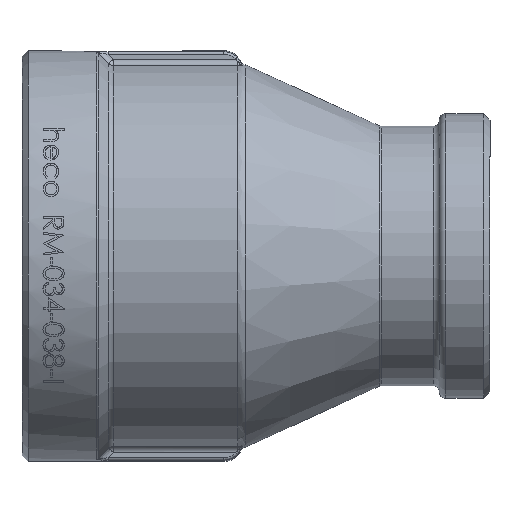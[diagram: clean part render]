
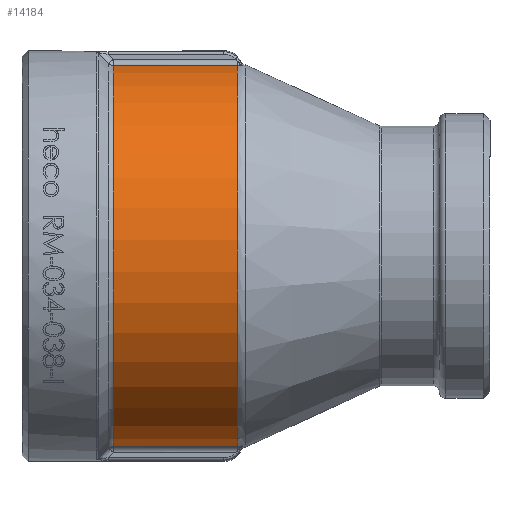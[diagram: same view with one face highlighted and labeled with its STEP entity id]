
A CAD part, top view. The second image highlights one B-rep face of the part: STEP entity #14184.
In plain terms, the highlighted cylindrical face has radius 15.25 mm (diameter 30.5 mm), a partial arc.
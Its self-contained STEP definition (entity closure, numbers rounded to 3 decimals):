
#2096 = ORIENTED_EDGE ( 'NONE', *, *, #8198, .F. ) ;
#2433 = CARTESIAN_POINT ( 'NONE',  ( -29.793, -15.057, 2.421 ) ) ;
#2533 = ORIENTED_EDGE ( 'NONE', *, *, #15982, .F. ) ;
#2593 = VECTOR ( 'NONE', #5270, 1000. ) ;
#3380 = VECTOR ( 'NONE', #8530, 1000. ) ;
#3390 = DIRECTION ( 'NONE',  ( 0., -1., 0. ) ) ;
#3527 = DIRECTION ( 'NONE',  ( -1., 0., 0. ) ) ;
#3630 = DIRECTION ( 'NONE',  ( -1., 0., 0. ) ) ;
#3695 = CYLINDRICAL_SURFACE ( 'NONE', #4460, 15.25 ) ;
#3820 = CARTESIAN_POINT ( 'NONE',  ( -19.957, 15.057, 2.421 ) ) ;
#3867 = EDGE_LOOP ( 'NONE', ( #2533, #13110, #7762, #2096 ) ) ;
#4187 = CARTESIAN_POINT ( 'NONE',  ( -19.957, -15.057, 2.421 ) ) ;
#4378 = EDGE_CURVE ( 'NONE', #11978, #13190, #5320, .T. ) ;
#4460 = AXIS2_PLACEMENT_3D ( 'NONE', #7560, #3527, #8554 ) ;
#4699 = VERTEX_POINT ( 'NONE', #7142 ) ;
#4738 = CARTESIAN_POINT ( 'NONE',  ( -24.978, 15.057, 2.421 ) ) ;
#5270 = DIRECTION ( 'NONE',  ( -1., 0., 0. ) ) ;
#5320 = CIRCLE ( 'NONE', #13833, 15.25 ) ;
#5414 = CIRCLE ( 'NONE', #8586, 15.25 ) ;
#6205 = VERTEX_POINT ( 'NONE', #2433 ) ;
#6498 = LINE ( 'NONE', #7680, #2593 ) ;
#6563 = DIRECTION ( 'NONE',  ( -1., 0., 0. ) ) ;
#7034 = LINE ( 'NONE', #4738, #3380 ) ;
#7142 = CARTESIAN_POINT ( 'NONE',  ( -29.793, 15.057, 2.421 ) ) ;
#7560 = CARTESIAN_POINT ( 'NONE',  ( -24.978, 0., 0. ) ) ;
#7680 = CARTESIAN_POINT ( 'NONE',  ( -24.978, -15.057, 2.421 ) ) ;
#7762 = ORIENTED_EDGE ( 'NONE', *, *, #10203, .F. ) ;
#8198 = EDGE_CURVE ( 'NONE', #6205, #4699, #5414, .T. ) ;
#8530 = DIRECTION ( 'NONE',  ( 1., 0., 0. ) ) ;
#8554 = DIRECTION ( 'NONE',  ( 0., -1., 0. ) ) ;
#8586 = AXIS2_PLACEMENT_3D ( 'NONE', #9230, #6563, #10504 ) ;
#9230 = CARTESIAN_POINT ( 'NONE',  ( -29.793, 0., 0. ) ) ;
#10203 = EDGE_CURVE ( 'NONE', #4699, #13190, #7034, .T. ) ;
#10504 = DIRECTION ( 'NONE',  ( 0., 1., 0. ) ) ;
#11978 = VERTEX_POINT ( 'NONE', #4187 ) ;
#13110 = ORIENTED_EDGE ( 'NONE', *, *, #4378, .T. ) ;
#13190 = VERTEX_POINT ( 'NONE', #3820 ) ;
#13833 = AXIS2_PLACEMENT_3D ( 'NONE', #14745, #3630, #3390 ) ;
#14184 = ADVANCED_FACE ( 'NONE', ( #14896 ), #3695, .T. ) ;
#14745 = CARTESIAN_POINT ( 'NONE',  ( -19.957, 0., 0. ) ) ;
#14896 = FACE_OUTER_BOUND ( 'NONE', #3867, .T. ) ;
#15982 = EDGE_CURVE ( 'NONE', #11978, #6205, #6498, .T. ) ;
